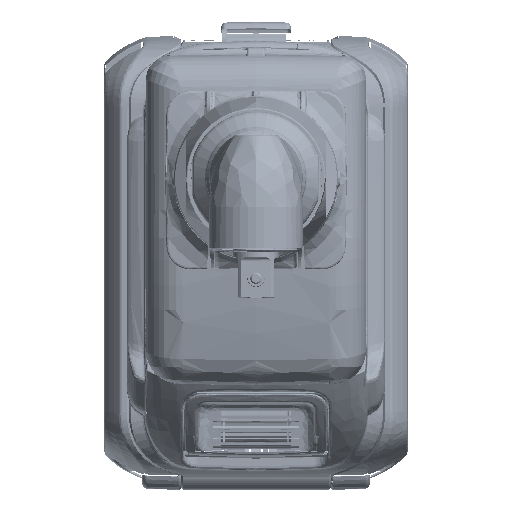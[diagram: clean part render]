
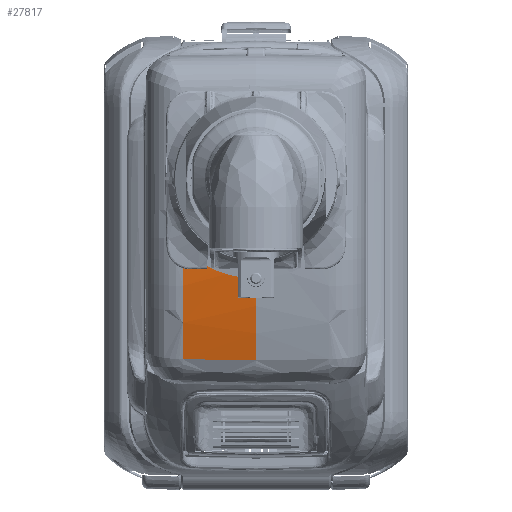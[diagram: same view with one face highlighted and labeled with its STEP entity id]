
A CAD part, top view. The second image highlights one B-rep face of the part: STEP entity #27817.
In plain terms, the highlighted conical face has half-angle 1 degrees and reference radius 152.227 mm.
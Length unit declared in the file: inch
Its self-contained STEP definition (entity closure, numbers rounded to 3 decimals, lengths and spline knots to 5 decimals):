
#19396=CARTESIAN_POINT('',(0.,-0.31255,-13.70607));
#19397=DIRECTION('',(1.,0.,0.));
#19398=DIRECTION('',(0.,-0.122,0.993));
#19399=AXIS2_PLACEMENT_3D('',#19396,#19397,#19398);
#19401=CARTESIAN_POINT('',(-0.77948,-1.90499,
-7.93536));
#19402=CARTESIAN_POINT('',(-0.69041,-1.90662,
-7.9342));
#19403=CARTESIAN_POINT('',(-0.51405,-1.90985,
-7.9319));
#19404=CARTESIAN_POINT('',(-0.26686,-1.91436,
-7.92867));
#19405=CARTESIAN_POINT('',(-0.08969,-1.9176,
-7.92636));
#19406=CARTESIAN_POINT('',(0.,-1.91924,
-7.92519));
#19408=CARTESIAN_POINT('',(-0.77948,-0.31255,
-13.70607));
#19409=DIRECTION('',(-1.,0.,0.));
#19410=DIRECTION('',(0.,-0.266,0.964));
#19411=AXIS2_PLACEMENT_3D('',#19408,#19409,#19410);
#19413=CARTESIAN_POINT('',(-0.77948,-0.73077,
-7.7343));
#19414=CARTESIAN_POINT('',(-0.75988,-0.74993,
-7.7353));
#19415=CARTESIAN_POINT('',(-0.72056,-0.78538,
-7.73728));
#19416=CARTESIAN_POINT('',(-0.66184,-0.83117,
-7.74007));
#19417=CARTESIAN_POINT('',(-0.60517,-0.86961,
-7.74256));
#19418=CARTESIAN_POINT('',(-0.55247,-0.90097,
-7.74466));
#19419=CARTESIAN_POINT('',(-0.50358,-0.92673,
-7.74641));
#19420=CARTESIAN_POINT('',(-0.45712,-0.94849,
-7.74788));
#19421=CARTESIAN_POINT('',(-0.41115,-0.96758,
-7.74914));
#19422=CARTESIAN_POINT('',(-0.36423,-0.9847,
-7.75023));
#19423=CARTESIAN_POINT('',(-0.31632,-0.99981,
-7.75111));
#19424=CARTESIAN_POINT('',(-0.26786,-1.01279,
-7.75177));
#19425=CARTESIAN_POINT('',(-0.21869,-1.02369,
-7.7522));
#19426=CARTESIAN_POINT('',(-0.16814,-1.03258,
-7.75238));
#19427=CARTESIAN_POINT('',(-0.11564,-1.03939,
-7.75229));
#19428=CARTESIAN_POINT('',(-0.06087,-1.04395,
-7.75188));
#19429=CARTESIAN_POINT('',(-0.02077,-1.04531,
-7.75135));
#19430=CARTESIAN_POINT('',(0.,-1.04543,-7.751));
#19577=CARTESIAN_POINT('',(-0.77948,-0.73077,
-7.7343));
#19597=CARTESIAN_POINT('',(-0.77948,-1.90499,
-7.93536));
#25314=CARTESIAN_POINT('',(0.,-1.04543,-7.751));
#25315=CARTESIAN_POINT('',(0.,-1.91924,-7.92519));
#25316=VERTEX_POINT('',#25314);
#25317=VERTEX_POINT('',#25315);
#25325=VERTEX_POINT('',#19597);
#26181=VERTEX_POINT('',#19577);
#27802=CARTESIAN_POINT('',(-0.38974,-0.31255,
-13.70607));
#27803=DIRECTION('',(1.,0.,0.));
#27804=DIRECTION('',(0.,1.,0.));
#27805=AXIS2_PLACEMENT_3D('',#27802,#27803,#27804);
#27806=CONICAL_SURFACE('',#27805,5.9932,1.);
#27808=ORIENTED_EDGE('',*,*,#27807,.T.);
#27810=ORIENTED_EDGE('',*,*,#27809,.F.);
#27812=ORIENTED_EDGE('',*,*,#27811,.T.);
#27814=ORIENTED_EDGE('',*,*,#27813,.T.);
#27815=EDGE_LOOP('',(#27808,#27810,#27812,#27814));
#27816=FACE_OUTER_BOUND('',#27815,.F.);
#27817=ADVANCED_FACE('',(#27816),#27806,.T.);
#19400=CIRCLE('',#19399,6.);
#19407=B_SPLINE_CURVE_WITH_KNOTS('',3,(#19401,#19402,#19403,#19404,#19405,
#19406),.UNSPECIFIED.,.F.,.F.,(4,1,1,4),(0.,0.33333,
0.66667,1.),.UNSPECIFIED.);
#19412=CIRCLE('',#19411,5.98639);
#19431=B_SPLINE_CURVE_WITH_KNOTS('',3,(#19413,#19414,#19415,#19416,#19417,
#19418,#19419,#19420,#19421,#19422,#19423,#19424,#19425,#19426,#19427,#19428,
#19429,#19430),.UNSPECIFIED.,.F.,.F.,(4,1,1,1,1,1,1,1,1,1,1,1,1,1,1,4),(0.,
0.06667,0.13333,0.2,0.26667,0.33333,
0.4,0.46667,0.53333,0.6,0.66667,
0.73333,0.8,0.86667,0.93333,1.),
.UNSPECIFIED.);
#27807=EDGE_CURVE('',#25316,#25317,#19400,.T.);
#27809=EDGE_CURVE('',#25325,#25317,#19407,.T.);
#27811=EDGE_CURVE('',#25325,#26181,#19412,.T.);
#27813=EDGE_CURVE('',#26181,#25316,#19431,.T.);
